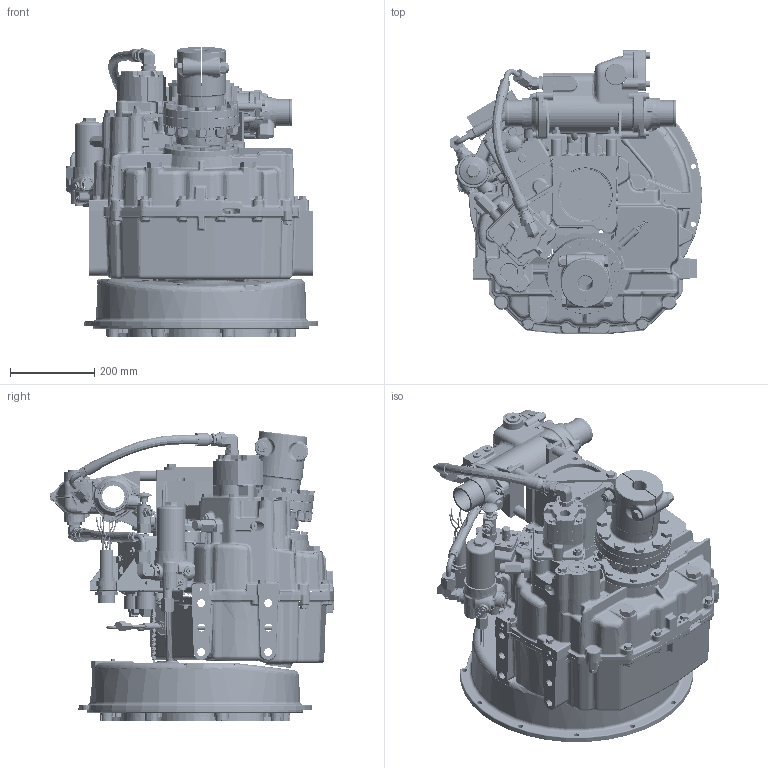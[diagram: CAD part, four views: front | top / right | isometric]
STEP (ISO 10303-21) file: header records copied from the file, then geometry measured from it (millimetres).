
FILE_DESCRIPTION (( 'STEP AP214' ), '1' );
FILE_NAME ('PX12820A.STEP', '2016-05-12T10:11:00', ( '' ), ( '' ), 'SwSTEP 2.0', 'SolidWorks 2010', '' );
FILE_SCHEMA (( 'AUTOMOTIVE_DESIGN' ));
Length unit declared in the file: millimetre
Products named in the file (1): PX12820A
Bounding box: 597.66 x 672.55 x 686.92 mm (x, y, z)
Surface area: 3543608.4 mm2 (no closed solid volume)
Topology: 0 solids, 521 shells, 6954 faces, 24019 edges, 16742 vertices
Faces by surface type: cylinder 2015, plane 1986, bspline 1333, cone 790, torus 717, sphere 113
Entity records: 707713 total; most frequent: CARTESIAN_POINT 440187, DIRECTION 38560, ORIENTED_EDGE 37244, EDGE_CURVE 23816, VERTEX_POINT 16741, AXIS2_PLACEMENT_3D 15357, CIRCLE 9735, EDGE_LOOP 7849
